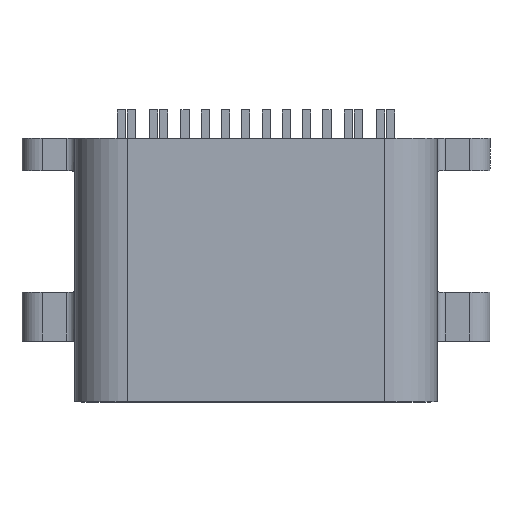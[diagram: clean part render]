
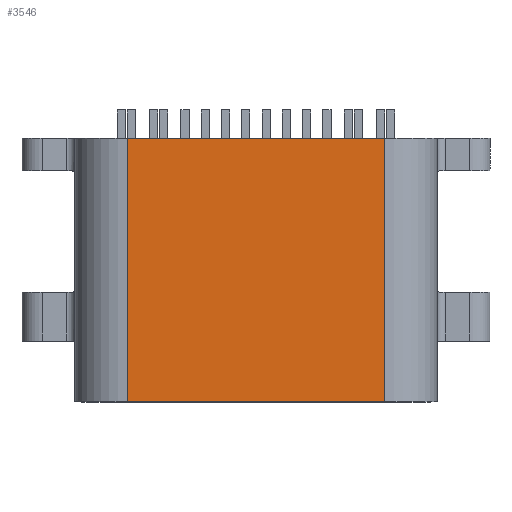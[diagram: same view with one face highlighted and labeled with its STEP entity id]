
A CAD part, top view. The second image highlights one B-rep face of the part: STEP entity #3546.
In plain terms, the highlighted planar face has unit normal (0, 0, 1).
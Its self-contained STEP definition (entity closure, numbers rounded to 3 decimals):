
#375 = PLANE('',#376);
#376 = AXIS2_PLACEMENT_3D('',#377,#378,#379);
#377 = CARTESIAN_POINT('',(-4.47,2.1,3.31));
#378 = DIRECTION('',(0.,-1.,0.));
#379 = DIRECTION('',(0.,-0.,-1.));
#2318 = CYLINDRICAL_SURFACE('',#2319,1.3);
#2319 = AXIS2_PLACEMENT_3D('',#2320,#2321,#2322);
#2320 = CARTESIAN_POINT('',(-3.17,2.1,2.01));
#2321 = DIRECTION('',(-0.,-1.,-0.));
#2322 = DIRECTION('',(0.,0.,-1.));
#2646 = CYLINDRICAL_SURFACE('',#2647,1.3);
#2647 = AXIS2_PLACEMENT_3D('',#2648,#2649,#2650);
#2648 = CARTESIAN_POINT('',(3.17,2.1,2.01));
#2649 = DIRECTION('',(-0.,-1.,-0.));
#2650 = DIRECTION('',(0.,0.,-1.));
#3123 = VERTEX_POINT('',#3124);
#3124 = CARTESIAN_POINT('',(3.17,2.1,3.31));
#3152 = VERTEX_POINT('',#3153);
#3153 = CARTESIAN_POINT('',(-3.17,2.1,3.31));
#3175 = EDGE_CURVE('',#3123,#3152,#3176,.T.);
#3176 = SURFACE_CURVE('',#3177,(#3181,#3188),.PCURVE_S1.);
#3177 = LINE('',#3178,#3179);
#3178 = CARTESIAN_POINT('',(-4.47,2.1,3.31));
#3179 = VECTOR('',#3180,1.);
#3180 = DIRECTION('',(-1.,-0.,-0.));
#3181 = PCURVE('',#375,#3182);
#3182 = DEFINITIONAL_REPRESENTATION('',(#3183),#3187);
#3183 = LINE('',#3184,#3185);
#3184 = CARTESIAN_POINT('',(0.,0.));
#3185 = VECTOR('',#3186,1.);
#3186 = DIRECTION('',(0.,-1.));
#3187 = ( GEOMETRIC_REPRESENTATION_CONTEXT(2) 
PARAMETRIC_REPRESENTATION_CONTEXT() REPRESENTATION_CONTEXT('2D SPACE',''
  ) );
#3188 = PCURVE('',#3189,#3194);
#3189 = PLANE('',#3190);
#3190 = AXIS2_PLACEMENT_3D('',#3191,#3192,#3193);
#3191 = CARTESIAN_POINT('',(0.,0.,3.31));
#3192 = DIRECTION('',(0.,0.,-1.));
#3193 = DIRECTION('',(-1.,0.,-0.));
#3194 = DEFINITIONAL_REPRESENTATION('',(#3195),#3199);
#3195 = LINE('',#3196,#3197);
#3196 = CARTESIAN_POINT('',(4.47,2.1));
#3197 = VECTOR('',#3198,1.);
#3198 = DIRECTION('',(1.,0.));
#3199 = ( GEOMETRIC_REPRESENTATION_CONTEXT(2) 
PARAMETRIC_REPRESENTATION_CONTEXT() REPRESENTATION_CONTEXT('2D SPACE',''
  ) );
#3205 = VERTEX_POINT('',#3206);
#3206 = CARTESIAN_POINT('',(-3.17,-4.4,3.31));
#3216 = PLANE('',#3217);
#3217 = AXIS2_PLACEMENT_3D('',#3218,#3219,#3220);
#3218 = CARTESIAN_POINT('',(-4.47,-4.4,3.31));
#3219 = DIRECTION('',(0.,1.,0.));
#3220 = DIRECTION('',(0.,-0.,1.));
#3499 = VERTEX_POINT('',#3500);
#3500 = CARTESIAN_POINT('',(3.17,-4.4,3.31));
#3526 = EDGE_CURVE('',#3205,#3499,#3527,.T.);
#3527 = SURFACE_CURVE('',#3528,(#3532,#3539),.PCURVE_S1.);
#3528 = LINE('',#3529,#3530);
#3529 = CARTESIAN_POINT('',(-4.47,-4.4,3.31));
#3530 = VECTOR('',#3531,1.);
#3531 = DIRECTION('',(1.,0.,0.));
#3532 = PCURVE('',#3216,#3533);
#3533 = DEFINITIONAL_REPRESENTATION('',(#3534),#3538);
#3534 = LINE('',#3535,#3536);
#3535 = CARTESIAN_POINT('',(0.,0.));
#3536 = VECTOR('',#3537,1.);
#3537 = DIRECTION('',(0.,1.));
#3538 = ( GEOMETRIC_REPRESENTATION_CONTEXT(2) 
PARAMETRIC_REPRESENTATION_CONTEXT() REPRESENTATION_CONTEXT('2D SPACE',''
  ) );
#3539 = PCURVE('',#3189,#3540);
#3540 = DEFINITIONAL_REPRESENTATION('',(#3541),#3545);
#3541 = LINE('',#3542,#3543);
#3542 = CARTESIAN_POINT('',(4.47,-4.4));
#3543 = VECTOR('',#3544,1.);
#3544 = DIRECTION('',(-1.,0.));
#3545 = ( GEOMETRIC_REPRESENTATION_CONTEXT(2) 
PARAMETRIC_REPRESENTATION_CONTEXT() REPRESENTATION_CONTEXT('2D SPACE',''
  ) );
#3546 = ADVANCED_FACE('',(#3547),#3189,.F.);
#3547 = FACE_BOUND('',#3548,.T.);
#3548 = EDGE_LOOP('',(#3549,#3570,#3571,#3592));
#3549 = ORIENTED_EDGE('',*,*,#3550,.F.);
#3550 = EDGE_CURVE('',#3123,#3499,#3551,.T.);
#3551 = SURFACE_CURVE('',#3552,(#3556,#3563),.PCURVE_S1.);
#3552 = LINE('',#3553,#3554);
#3553 = CARTESIAN_POINT('',(3.17,2.1,3.31));
#3554 = VECTOR('',#3555,1.);
#3555 = DIRECTION('',(-0.,-1.,-0.));
#3556 = PCURVE('',#3189,#3557);
#3557 = DEFINITIONAL_REPRESENTATION('',(#3558),#3562);
#3558 = LINE('',#3559,#3560);
#3559 = CARTESIAN_POINT('',(-3.17,2.1));
#3560 = VECTOR('',#3561,1.);
#3561 = DIRECTION('',(0.,-1.));
#3562 = ( GEOMETRIC_REPRESENTATION_CONTEXT(2) 
PARAMETRIC_REPRESENTATION_CONTEXT() REPRESENTATION_CONTEXT('2D SPACE',''
  ) );
#3563 = PCURVE('',#2646,#3564);
#3564 = DEFINITIONAL_REPRESENTATION('',(#3565),#3569);
#3565 = LINE('',#3566,#3567);
#3566 = CARTESIAN_POINT('',(3.142,0.));
#3567 = VECTOR('',#3568,1.);
#3568 = DIRECTION('',(0.,1.));
#3569 = ( GEOMETRIC_REPRESENTATION_CONTEXT(2) 
PARAMETRIC_REPRESENTATION_CONTEXT() REPRESENTATION_CONTEXT('2D SPACE',''
  ) );
#3570 = ORIENTED_EDGE('',*,*,#3175,.T.);
#3571 = ORIENTED_EDGE('',*,*,#3572,.T.);
#3572 = EDGE_CURVE('',#3152,#3205,#3573,.T.);
#3573 = SURFACE_CURVE('',#3574,(#3578,#3585),.PCURVE_S1.);
#3574 = LINE('',#3575,#3576);
#3575 = CARTESIAN_POINT('',(-3.17,2.1,3.31));
#3576 = VECTOR('',#3577,1.);
#3577 = DIRECTION('',(-0.,-1.,-0.));
#3578 = PCURVE('',#3189,#3579);
#3579 = DEFINITIONAL_REPRESENTATION('',(#3580),#3584);
#3580 = LINE('',#3581,#3582);
#3581 = CARTESIAN_POINT('',(3.17,2.1));
#3582 = VECTOR('',#3583,1.);
#3583 = DIRECTION('',(0.,-1.));
#3584 = ( GEOMETRIC_REPRESENTATION_CONTEXT(2) 
PARAMETRIC_REPRESENTATION_CONTEXT() REPRESENTATION_CONTEXT('2D SPACE',''
  ) );
#3585 = PCURVE('',#2318,#3586);
#3586 = DEFINITIONAL_REPRESENTATION('',(#3587),#3591);
#3587 = LINE('',#3588,#3589);
#3588 = CARTESIAN_POINT('',(3.142,0.));
#3589 = VECTOR('',#3590,1.);
#3590 = DIRECTION('',(0.,1.));
#3591 = ( GEOMETRIC_REPRESENTATION_CONTEXT(2) 
PARAMETRIC_REPRESENTATION_CONTEXT() REPRESENTATION_CONTEXT('2D SPACE',''
  ) );
#3592 = ORIENTED_EDGE('',*,*,#3526,.T.);
